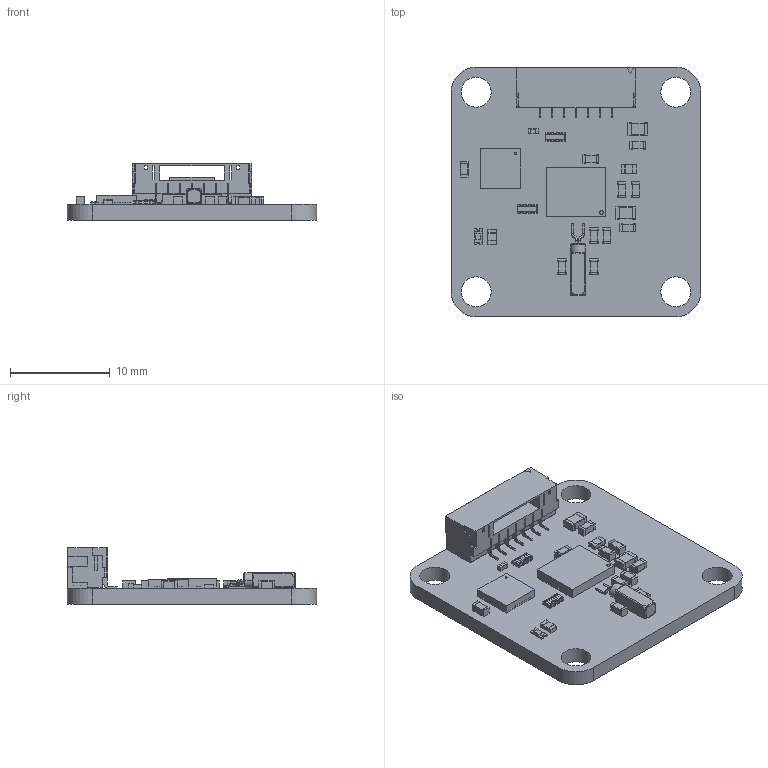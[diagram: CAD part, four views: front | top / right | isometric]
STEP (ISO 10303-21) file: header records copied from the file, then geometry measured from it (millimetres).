
FILE_DESCRIPTION(('FreeCAD Model'),'2;1');
FILE_NAME('imu-v3.step', '2020-10-28T07:35:13',('kicad StepUp'),('ksu MCAD'), 'Open CASCADE STEP processor 7.3','FreeCAD','Unknown');
FILE_SCHEMA(('AUTOMOTIVE_DESIGN { 1 0 10303 214 1 1 1 1 }'));
Length unit declared in the file: millimetre
Products named in the file (29): imu-v3; Board_Geoms; Local_CS; Pcb; Open CASCADE STEP translator 7.3 2.1.2.1; Step_Models; Top; C1_C_0402_5EAA85BB; C2_C_0805_5EAA85C5; C3_C_0603_5EAA85CF; C4_C_0603_5EAA85D9; C5_C_0603_5EAA85E3; C6_C_0603_5EAA85ED; C7_C_0603_5EAA85F7; C8_C_0603_5EAA8601; C9_C_0603_5EAA860B; C10_C_0603_5EAA8615; C11_C_0805_5EAA861F; D_0603_blue; L1_C_0603_5EAA863A; L2_C_0603_5EAA8644; P1_BrickletConn_7pin_5EAA8657; R1_R_0603_5EAA9F08; R3_R_0603_5EAA867A; RP1_Cut_5EAA868A; U1_QFN-24_4x4mm_Pitch0.5mm_5EAA86AF; U2_dfn8_6x5_p127_5EAA86D4; X1_AB26TRQ_5EAA8719; RP2_Cut_5EAAA635
Assembly tree (28 placements, depth 4):
  imu-v3
    Board_Geoms
      Local_CS
      Pcb
        Open CASCADE STEP translator 7.3 2.1.2.1
    Step_Models
      Top
        C1_C_0402_5EAA85BB
        C2_C_0805_5EAA85C5
        C3_C_0603_5EAA85CF
        C4_C_0603_5EAA85D9
        C5_C_0603_5EAA85E3
        C6_C_0603_5EAA85ED
        C7_C_0603_5EAA85F7
        C8_C_0603_5EAA8601
        C9_C_0603_5EAA860B
        C10_C_0603_5EAA8615
        C11_C_0805_5EAA861F
        D_0603_blue
        L1_C_0603_5EAA863A
        L2_C_0603_5EAA8644
        P1_BrickletConn_7pin_5EAA8657
        R1_R_0603_5EAA9F08
        R3_R_0603_5EAA867A
        RP1_Cut_5EAA868A
        U1_QFN-24_4x4mm_Pitch0.5mm_5EAA86AF
        U2_dfn8_6x5_p127_5EAA86D4
        X1_AB26TRQ_5EAA8719
        RP2_Cut_5EAAA635
Bounding box: 25 x 25 x 5.7 mm (x, y, z)
Volume: 1106.9 mm3; surface area: 2111.2 mm2
Topology: 25 solids, 25 shells, 1447 faces, 4044 edges, 2630 vertices
Faces by surface type: plane 1162, cylinder 255, bspline 24, torus 6
Full cylindrical faces by diameter (mm): 0.35 x1, 3 x4
Entity records: 57272 total; most frequent: CARTESIAN_POINT 9190, ORIENTED_EDGE 8072, DIRECTION 7440, EDGE_CURVE 4036, LINE 3464, VECTOR 3464, VERTEX_POINT 2630, AXIS2_PLACEMENT_3D 1988
